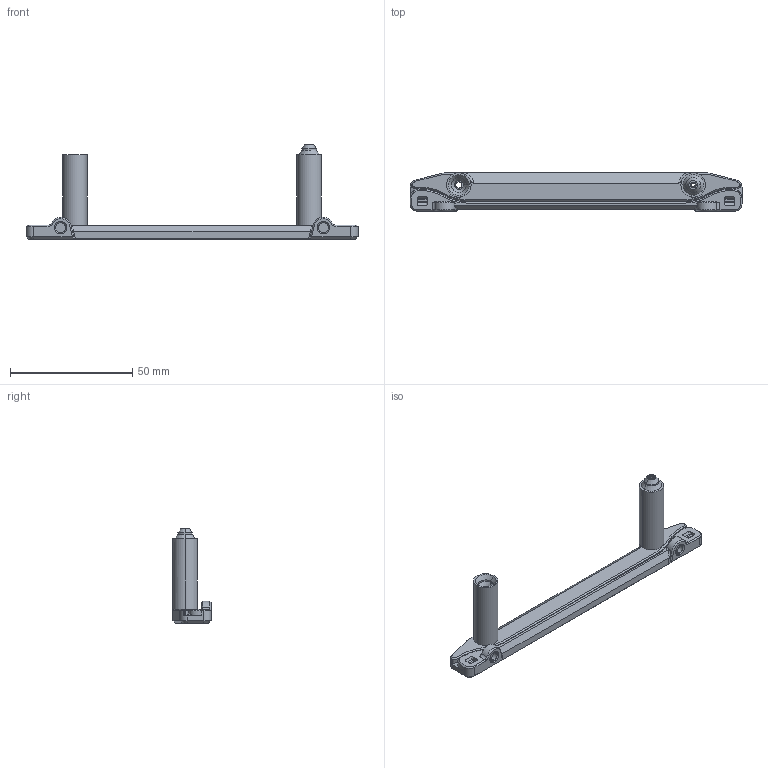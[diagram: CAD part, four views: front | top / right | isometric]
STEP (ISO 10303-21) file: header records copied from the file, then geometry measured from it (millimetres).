
FILE_DESCRIPTION (( 'STEP AP203' ), '1' );
FILE_NAME ('25c-p013 120 film carrier half.step', '2025-07-23T01:59:04', ( '' ), ( '' ), 'SwSTEP 2.0', 'SolidWorks 2024', '' );
FILE_SCHEMA (( 'CONFIG_CONTROL_DESIGN' ));
Length unit declared in the file: millimetre
Products named in the file (1): 25c-p013 120 film carrier half
Bounding box: 136 x 15.7 x 38.7 mm (x, y, z)
Volume: 12971.1 mm3; surface area: 8970.7 mm2
Topology: 1 solids, 1 shells, 193 faces, 480 edges, 297 vertices
Faces by surface type: cylinder 70, plane 58, cone 53, bspline 12
Entity records: 6963 total; most frequent: CARTESIAN_POINT 2464, ORIENTED_EDGE 960, DIRECTION 893, EDGE_CURVE 480, AXIS2_PLACEMENT_3D 335, VERTEX_POINT 297, LINE 223, VECTOR 223
